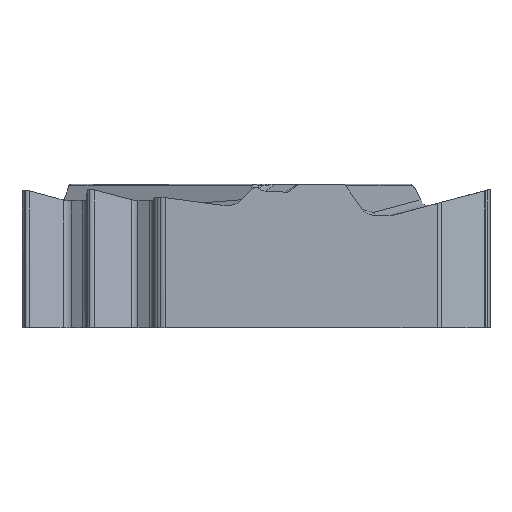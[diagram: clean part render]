
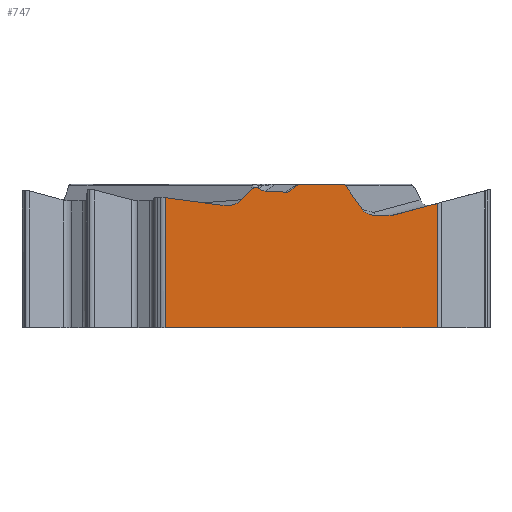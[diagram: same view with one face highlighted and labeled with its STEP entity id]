
A CAD part, left-side view. The second image highlights one B-rep face of the part: STEP entity #747.
In plain terms, the highlighted planar face has unit normal (-1, 0, 0).
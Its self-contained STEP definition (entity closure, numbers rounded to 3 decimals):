
#63=PLANE('',#2619);
#116=FACE_OUTER_BOUND('',#956,.T.);
#248=ELLIPSE('',#2613,0.317,0.3);
#249=ELLIPSE('',#2614,0.349,0.33);
#250=ELLIPSE('',#2615,0.104,0.1);
#251=ELLIPSE('',#2616,0.15,0.15);
#252=ELLIPSE('',#2617,0.19,0.15);
#253=ELLIPSE('',#2618,0.488,0.33);
#308=LINE('',#4082,#524);
#309=LINE('',#4085,#525);
#310=LINE('',#4087,#526);
#311=LINE('',#4091,#527);
#312=LINE('',#4095,#528);
#313=LINE('',#4099,#529);
#314=LINE('',#4103,#530);
#315=LINE('',#4116,#531);
#316=LINE('',#4147,#532);
#317=LINE('',#4151,#533);
#318=LINE('',#4153,#534);
#524=VECTOR('',#2864,1.);
#525=VECTOR('',#2865,1.);
#526=VECTOR('',#2866,1.);
#527=VECTOR('',#2869,1.);
#528=VECTOR('',#2872,1.);
#529=VECTOR('',#2875,1.);
#530=VECTOR('',#2878,1.);
#531=VECTOR('',#2879,1.);
#532=VECTOR('',#2882,1.);
#533=VECTOR('',#2885,1.);
#534=VECTOR('',#2886,1.);
#747=ADVANCED_FACE('',(#116),#63,.F.);
#956=EDGE_LOOP('',(#1100,#1101,#1102,#1103,#1104,#1105,#1106,#1107,#1108,
#1109,#1110,#1111,#1112,#1113,#1114,#1115,#1116,#1117,#1118,#1119,#1120));
#1100=ORIENTED_EDGE('',*,*,#2099,.F.);
#1101=ORIENTED_EDGE('',*,*,#2100,.T.);
#1102=ORIENTED_EDGE('',*,*,#2101,.T.);
#1103=ORIENTED_EDGE('',*,*,#2102,.T.);
#1104=ORIENTED_EDGE('',*,*,#2103,.F.);
#1105=ORIENTED_EDGE('',*,*,#2104,.T.);
#1106=ORIENTED_EDGE('',*,*,#2105,.T.);
#1107=ORIENTED_EDGE('',*,*,#2106,.F.);
#1108=ORIENTED_EDGE('',*,*,#2107,.F.);
#1109=ORIENTED_EDGE('',*,*,#2108,.F.);
#1110=ORIENTED_EDGE('',*,*,#2109,.T.);
#1111=ORIENTED_EDGE('',*,*,#2110,.T.);
#1112=ORIENTED_EDGE('',*,*,#2111,.T.);
#1113=ORIENTED_EDGE('',*,*,#2112,.T.);
#1114=ORIENTED_EDGE('',*,*,#2113,.F.);
#1115=ORIENTED_EDGE('',*,*,#2114,.F.);
#1116=ORIENTED_EDGE('',*,*,#2115,.F.);
#1117=ORIENTED_EDGE('',*,*,#2116,.T.);
#1118=ORIENTED_EDGE('',*,*,#2117,.T.);
#1119=ORIENTED_EDGE('',*,*,#2118,.T.);
#1120=ORIENTED_EDGE('',*,*,#2119,.T.);
#1854=VERTEX_POINT('',#4083);
#1855=VERTEX_POINT('',#4084);
#1856=VERTEX_POINT('',#4086);
#1857=VERTEX_POINT('',#4088);
#1858=VERTEX_POINT('',#4090);
#1859=VERTEX_POINT('',#4092);
#1860=VERTEX_POINT('',#4094);
#1861=VERTEX_POINT('',#4096);
#1862=VERTEX_POINT('',#4098);
#1863=VERTEX_POINT('',#4100);
#1864=VERTEX_POINT('',#4102);
#1865=VERTEX_POINT('',#4104);
#1866=VERTEX_POINT('',#4115);
#1867=VERTEX_POINT('',#4117);
#1868=VERTEX_POINT('',#4125);
#1869=VERTEX_POINT('',#4139);
#1870=VERTEX_POINT('',#4141);
#1871=VERTEX_POINT('',#4146);
#1872=VERTEX_POINT('',#4148);
#1873=VERTEX_POINT('',#4150);
#1874=VERTEX_POINT('',#4152);
#2099=EDGE_CURVE('',#1854,#1855,#308,.T.);
#2100=EDGE_CURVE('',#1854,#1856,#309,.T.);
#2101=EDGE_CURVE('',#1856,#1857,#310,.T.);
#2102=EDGE_CURVE('',#1857,#1858,#248,.T.);
#2103=EDGE_CURVE('',#1859,#1858,#311,.T.);
#2104=EDGE_CURVE('',#1859,#1860,#249,.T.);
#2105=EDGE_CURVE('',#1860,#1861,#312,.T.);
#2106=EDGE_CURVE('',#1862,#1861,#250,.T.);
#2107=EDGE_CURVE('',#1863,#1862,#313,.T.);
#2108=EDGE_CURVE('',#1864,#1863,#251,.T.);
#2109=EDGE_CURVE('',#1864,#1865,#314,.T.);
#2110=EDGE_CURVE('',#1865,#1866,#2550,.T.);
#2111=EDGE_CURVE('',#1866,#1867,#315,.T.);
#2112=EDGE_CURVE('',#1867,#1868,#2551,.T.);
#2113=EDGE_CURVE('',#1869,#1868,#2552,.T.);
#2114=EDGE_CURVE('',#1870,#1869,#252,.T.);
#2115=EDGE_CURVE('',#1871,#1870,#2553,.T.);
#2116=EDGE_CURVE('',#1871,#1872,#316,.T.);
#2117=EDGE_CURVE('',#1872,#1873,#253,.T.);
#2118=EDGE_CURVE('',#1873,#1874,#317,.T.);
#2119=EDGE_CURVE('',#1874,#1855,#318,.T.);
#2550=B_SPLINE_CURVE_WITH_KNOTS('',3,(#4105,#4106,#4107,#4108,#4109,#4110,
#4111,#4112,#4113,#4114),.UNSPECIFIED.,.F.,.F.,(4,3,3,4),(0.,0.44,
0.882,1.),.UNSPECIFIED.);
#2551=B_SPLINE_CURVE_WITH_KNOTS('',3,(#4118,#4119,#4120,#4121,#4122,#4123,
#4124),.UNSPECIFIED.,.F.,.F.,(4,3,4),(0.,0.507,1.),
 .UNSPECIFIED.);
#2552=B_SPLINE_CURVE_WITH_KNOTS('',3,(#4126,#4127,#4128,#4129,#4130,#4131,
#4132,#4133,#4134,#4135,#4136,#4137,#4138),.UNSPECIFIED.,.F.,.F.,(4,3,3,
3,4),(0.,0.356,0.582,0.789,1.),
 .UNSPECIFIED.);
#2553=B_SPLINE_CURVE_WITH_KNOTS('',3,(#4142,#4143,#4144,#4145),
 .UNSPECIFIED.,.F.,.F.,(4,4),(0.,1.),.UNSPECIFIED.);
#2613=AXIS2_PLACEMENT_3D('',#4089,#2867,#2868);
#2614=AXIS2_PLACEMENT_3D('',#4093,#2870,#2871);
#2615=AXIS2_PLACEMENT_3D('',#4097,#2873,#2874);
#2616=AXIS2_PLACEMENT_3D('',#4101,#2876,#2877);
#2617=AXIS2_PLACEMENT_3D('',#4140,#2880,#2881);
#2618=AXIS2_PLACEMENT_3D('',#4149,#2883,#2884);
#2619=AXIS2_PLACEMENT_3D('',#4154,#2887,#2888);
#2864=DIRECTION('',(0.,1.,0.));
#2865=DIRECTION('',(0.,0.,1.));
#2866=DIRECTION('',(0.,0.966,-0.259));
#2867=DIRECTION('',(1.,0.,0.));
#2868=DIRECTION('',(0.,0.966,-0.259));
#2869=DIRECTION('',(0.,-1.,0.));
#2870=DIRECTION('',(1.,0.,0.));
#2871=DIRECTION('',(0.,0.967,0.256));
#2872=DIRECTION('',(0.,0.58,0.815));
#2873=DIRECTION('',(1.,0.,0.));
#2874=DIRECTION('',(0.,-1.,0.));
#2875=DIRECTION('',(0.,-1.,0.));
#2876=DIRECTION('',(1.,0.,0.));
#2877=DIRECTION('',(0.,-1.,0.));
#2878=DIRECTION('',(0.,0.746,-0.665));
#2879=DIRECTION('',(0.,0.999,0.049));
#2880=DIRECTION('',(1.,0.,0.));
#2881=DIRECTION('',(0.,-0.4,-0.917));
#2882=DIRECTION('',(0.,0.697,-0.717));
#2883=DIRECTION('',(1.,0.,0.));
#2884=DIRECTION('',(0.,-0.997,0.08));
#2885=DIRECTION('',(0.,0.991,0.133));
#2886=DIRECTION('',(0.,0.,-1.));
#2887=DIRECTION('',(1.,0.,0.));
#2888=DIRECTION('',(0.,-1.,0.));
#4082=CARTESIAN_POINT('',(-4.763,-7.335,-3.97));
#4083=CARTESIAN_POINT('',(-4.762,-4.845,-3.97));
#4084=CARTESIAN_POINT('',(-4.763,2.64,-3.97));
#4085=CARTESIAN_POINT('',(-4.762,-4.845,2.98));
#4086=CARTESIAN_POINT('',(-4.762,-4.845,-0.55));
#4087=CARTESIAN_POINT('',(-4.763,6.422,-3.569));
#4088=CARTESIAN_POINT('',(-4.762,-3.693,-0.859));
#4089=CARTESIAN_POINT('',(-4.762,-3.615,-0.569));
#4090=CARTESIAN_POINT('',(-4.762,-3.606,-0.87));
#4091=CARTESIAN_POINT('',(-4.763,7.335,-0.87));
#4092=CARTESIAN_POINT('',(-4.763,-3.089,-0.87));
#4093=CARTESIAN_POINT('',(-4.763,-3.079,-0.539));
#4094=CARTESIAN_POINT('',(-4.763,-2.793,-0.719));
#4095=CARTESIAN_POINT('',(-4.763,0.875,4.436));
#4096=CARTESIAN_POINT('',(-4.763,-2.326,-0.063));
#4097=CARTESIAN_POINT('',(-4.763,-2.241,-0.12));
#4098=CARTESIAN_POINT('',(-4.763,-2.241,-0.02));
#4099=CARTESIAN_POINT('',(-4.763,7.335,-0.02));
#4100=CARTESIAN_POINT('',(-4.763,-1.078,-0.02));
#4101=CARTESIAN_POINT('',(-4.763,-1.078,-0.17));
#4102=CARTESIAN_POINT('',(-4.763,-0.978,-0.058));
#4103=CARTESIAN_POINT('',(-4.763,3.704,-4.232));
#4104=CARTESIAN_POINT('',(-4.763,-0.846,-0.175));
#4105=CARTESIAN_POINT('',(-4.763,-0.846,-0.175));
#4106=CARTESIAN_POINT('',(-4.763,-0.826,-0.194));
#4107=CARTESIAN_POINT('',(-4.763,-0.802,-0.209));
#4108=CARTESIAN_POINT('',(-4.763,-0.777,-0.219));
#4109=CARTESIAN_POINT('',(-4.763,-0.751,-0.23));
#4110=CARTESIAN_POINT('',(-4.763,-0.724,-0.236));
#4111=CARTESIAN_POINT('',(-4.763,-0.696,-0.237));
#4112=CARTESIAN_POINT('',(-4.763,-0.689,-0.238));
#4113=CARTESIAN_POINT('',(-4.763,-0.682,-0.238));
#4114=CARTESIAN_POINT('',(-4.763,-0.674,-0.237));
#4115=CARTESIAN_POINT('',(-4.763,-0.674,-0.237));
#4116=CARTESIAN_POINT('',(-4.763,7.32,0.151));
#4117=CARTESIAN_POINT('',(-4.763,-0.113,-0.21));
#4118=CARTESIAN_POINT('',(-4.763,-0.113,-0.21));
#4119=CARTESIAN_POINT('',(-4.763,-0.085,-0.209));
#4120=CARTESIAN_POINT('',(-4.762,-0.057,-0.202));
#4121=CARTESIAN_POINT('',(-4.762,-0.031,-0.191));
#4122=CARTESIAN_POINT('',(-4.762,-0.005,-0.181));
#4123=CARTESIAN_POINT('',(-4.763,0.019,-0.166));
#4124=CARTESIAN_POINT('',(-4.763,0.04,-0.148));
#4125=CARTESIAN_POINT('',(-4.763,0.04,-0.148));
#4126=CARTESIAN_POINT('',(-4.763,0.157,-0.106));
#4127=CARTESIAN_POINT('',(-4.763,0.142,-0.105));
#4128=CARTESIAN_POINT('',(-4.763,0.126,-0.106));
#4129=CARTESIAN_POINT('',(-4.763,0.112,-0.11));
#4130=CARTESIAN_POINT('',(-4.763,0.103,-0.113));
#4131=CARTESIAN_POINT('',(-4.762,0.094,-0.116));
#4132=CARTESIAN_POINT('',(-4.762,0.085,-0.12));
#4133=CARTESIAN_POINT('',(-4.762,0.077,-0.124));
#4134=CARTESIAN_POINT('',(-4.762,0.069,-0.128));
#4135=CARTESIAN_POINT('',(-4.762,0.062,-0.133));
#4136=CARTESIAN_POINT('',(-4.762,0.054,-0.137));
#4137=CARTESIAN_POINT('',(-4.762,0.047,-0.143));
#4138=CARTESIAN_POINT('',(-4.762,0.04,-0.148));
#4139=CARTESIAN_POINT('',(-4.763,0.157,-0.106));
#4140=CARTESIAN_POINT('',(-4.763,0.121,-0.289));
#4141=CARTESIAN_POINT('',(-4.763,0.231,-0.138));
#4142=CARTESIAN_POINT('',(-4.763,0.235,-0.142));
#4143=CARTESIAN_POINT('',(-4.763,0.234,-0.141));
#4144=CARTESIAN_POINT('',(-4.763,0.233,-0.14));
#4145=CARTESIAN_POINT('',(-4.763,0.231,-0.138));
#4146=CARTESIAN_POINT('',(-4.763,0.235,-0.142));
#4147=CARTESIAN_POINT('',(-4.763,-3.433,3.632));
#4148=CARTESIAN_POINT('',(-4.763,0.531,-0.447));
#4149=CARTESIAN_POINT('',(-4.763,0.932,-0.276));
#4150=CARTESIAN_POINT('',(-4.763,1.055,-0.602));
#4151=CARTESIAN_POINT('',(-4.763,-7.129,-1.698));
#4152=CARTESIAN_POINT('',(-4.763,2.64,-0.389));
#4153=CARTESIAN_POINT('',(-4.763,2.64,-5.47));
#4154=CARTESIAN_POINT('',(-4.763,-7.335,-0.16));
